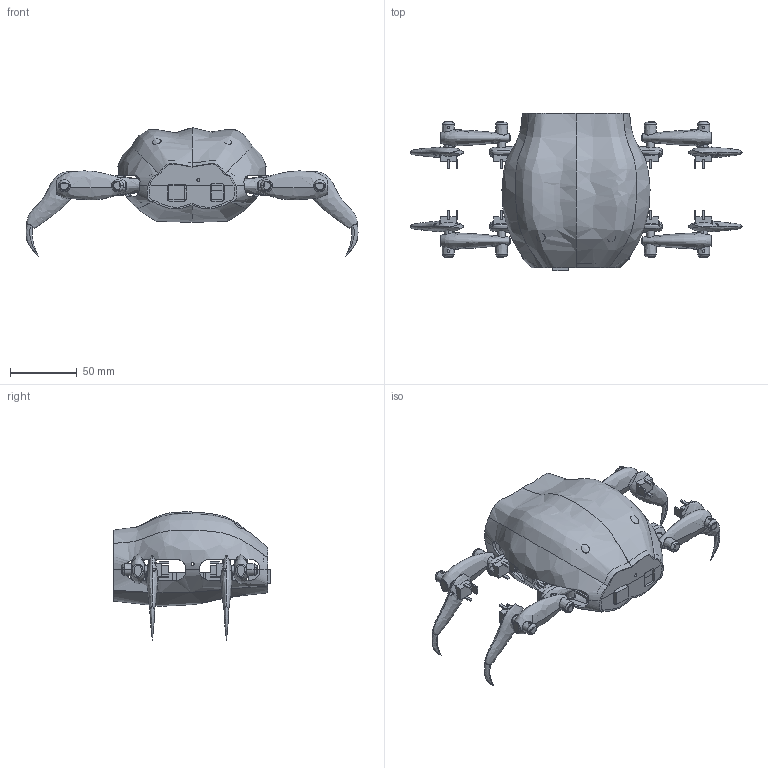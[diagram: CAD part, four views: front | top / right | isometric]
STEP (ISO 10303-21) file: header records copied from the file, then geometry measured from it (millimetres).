
FILE_DESCRIPTION(/* description */ (''),/* implementation_level */ '2;1');
FILE_NAME(/* name */ 'CRABRO~1',/* time_stamp */ '2015-05-04T17:59:32-04:00',/* author */ (''),/* organization */ (''),/* preprocessor_version */ 'ST-DEVELOPER v15',/* originating_system */ '',/* authorisation */ '');
FILE_SCHEMA (('AUTOMOTIVE_DESIGN'));
Length unit declared in the file: millimetre
Products named in the file (1): Document
Bounding box: 249.46 x 117.96 x 96.58 mm (x, y, z)
Volume: 166276.2 mm3; surface area: 148296.9 mm2
Topology: 97 solids, 97 shells, 1102 faces, 2750 edges, 1804 vertices
Faces by surface type: plane 657, bspline 445
Entity records: 47998 total; most frequent: CARTESIAN_POINT 29430, ORIENTED_EDGE 5468, EDGE_CURVE 2734, B_SPLINE_CURVE_WITH_KNOTS 1870, VERTEX_POINT 1804, EDGE_LOOP 1228, ADVANCED_FACE 1102, FACE_OUTER_BOUND 1102
